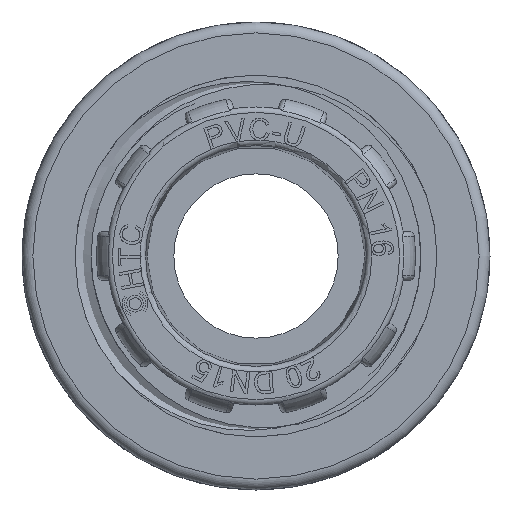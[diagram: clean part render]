
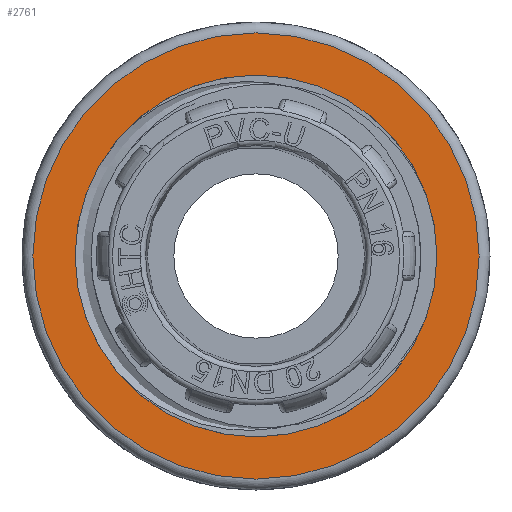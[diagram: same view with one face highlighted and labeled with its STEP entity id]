
A CAD part, front view. The second image highlights one B-rep face of the part: STEP entity #2761.
In plain terms, the highlighted planar face has unit normal (0, -1, 0).
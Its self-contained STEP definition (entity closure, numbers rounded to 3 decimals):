
#2761=ADVANCED_FACE('',(#5042,#5043),#3485,.T.);
#3485=PLANE('',#13677);
#5042=FACE_BOUND('',#5209,.T.);
#5043=FACE_BOUND('',#5210,.T.);
#5209=EDGE_LOOP('',(#6480));
#5210=EDGE_LOOP('',(#6481));
#6480=ORIENTED_EDGE('',*,*,#11632,.T.);
#6481=ORIENTED_EDGE('',*,*,#11633,.T.);
#10288=VERTEX_POINT('',#20406);
#10289=VERTEX_POINT('',#20408);
#11632=EDGE_CURVE('',#10288,#10288,#13295,.T.);
#11633=EDGE_CURVE('',#10289,#10289,#13296,.T.);
#13295=CIRCLE('',#13675,16.625);
#13296=CIRCLE('',#13676,20.5);
#13675=AXIS2_PLACEMENT_3D('',#20405,#14763,#14764);
#13676=AXIS2_PLACEMENT_3D('',#20407,#14765,#14766);
#13677=AXIS2_PLACEMENT_3D('',#20409,#14767,#14768);
#14763=DIRECTION('',(0.,1.,0.));
#14764=DIRECTION('',(1.,0.,0.));
#14765=DIRECTION('',(0.,-1.,0.));
#14766=DIRECTION('',(1.,0.,0.));
#14767=DIRECTION('',(0.,-1.,0.));
#14768=DIRECTION('',(1.,0.,0.));
#20405=CARTESIAN_POINT('',(294.319,103.775,0.));
#20406=CARTESIAN_POINT('',(310.944,103.775,0.));
#20407=CARTESIAN_POINT('',(294.319,103.775,0.));
#20408=CARTESIAN_POINT('',(314.819,103.775,0.));
#20409=CARTESIAN_POINT('',(294.319,103.775,0.));
